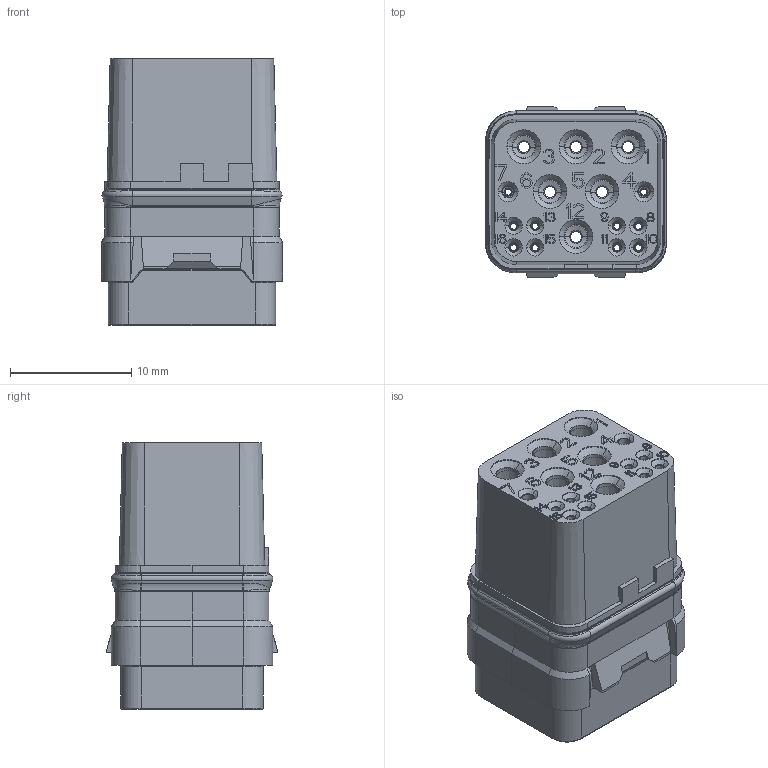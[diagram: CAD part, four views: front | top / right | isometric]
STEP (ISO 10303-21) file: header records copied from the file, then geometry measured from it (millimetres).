
FILE_DESCRIPTION((''),'2;1');
FILE_NAME('SIME1602SC','2020-01-08T',('presta_be4'),(''),'CREO PARAMETRIC BY PTC INC, 2018360','CREO PARAMETRIC BY PTC INC, 2018360','');
FILE_SCHEMA(('CONFIG_CONTROL_DESIGN'));
Products named in the file (1): SIME1602SC
Bounding box: 15 x 14.1 x 22.1 mm (x, y, z)
Volume: 2322.8 mm3; surface area: 4873.4 mm2
Topology: 1 solids, 1 shells, 2925 faces, 7504 edges, 4714 vertices
Faces by surface type: plane 1697, cylinder 538, torus 384, cone 246, bspline 60
Entity records: 91537 total; most frequent: CARTESIAN_POINT 19335, DIRECTION 15047, ORIENTED_EDGE 15008, EDGE_CURVE 7504, VECTOR 5331, LINE 5331, AXIS2_PLACEMENT_3D 4858, VERTEX_POINT 4714
